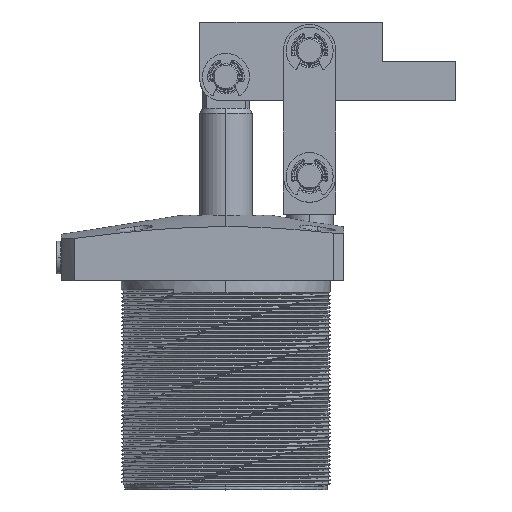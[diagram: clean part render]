
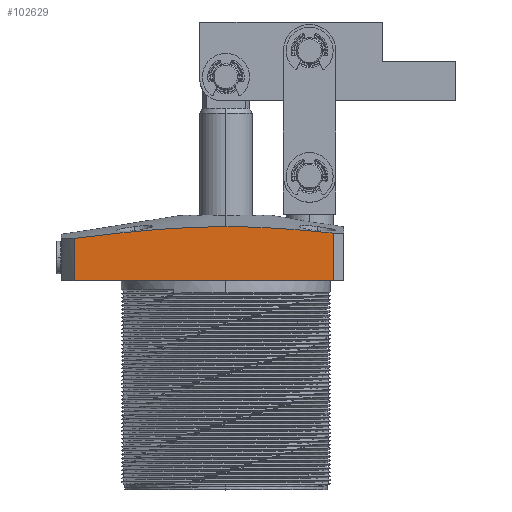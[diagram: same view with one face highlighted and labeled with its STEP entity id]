
A CAD part, top view. The second image highlights one B-rep face of the part: STEP entity #102629.
In plain terms, the highlighted planar face has unit normal (0, 0, 1).
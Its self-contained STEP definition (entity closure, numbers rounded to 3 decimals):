
#4082 = CARTESIAN_POINT ( 'NONE',  ( 0., 20.644, 45. ) ) ;
#7119 = CARTESIAN_POINT ( 'NONE',  ( -56.98, 0., 45. ) ) ;
#9374 = FACE_OUTER_BOUND ( 'NONE', #142749, .T. ) ;
#13078 = CARTESIAN_POINT ( 'NONE',  ( 41., 0., 45. ) ) ;
#13760 = VERTEX_POINT ( 'NONE', #13078 ) ;
#16549 = CARTESIAN_POINT ( 'NONE',  ( 17.097, 20.163, 45. ) ) ;
#17332 = VECTOR ( 'NONE', #104654, 1000. ) ;
#18043 = LINE ( 'NONE', #30438, #17332 ) ;
#18373 = CARTESIAN_POINT ( 'NONE',  ( -53.284, 16.735, 45. ) ) ;
#19572 = DIRECTION ( 'NONE',  ( 1., 0., 0. ) ) ;
#25286 = LINE ( 'NONE', #54018, #29194 ) ;
#29053 = CARTESIAN_POINT ( 'NONE',  ( 34.183, 18.857, 45. ) ) ;
#29194 = VECTOR ( 'NONE', #137608, 1000. ) ;
#30438 = CARTESIAN_POINT ( 'NONE',  ( 41., -1., 45. ) ) ;
#30887 = CARTESIAN_POINT ( 'NONE',  ( -48.452, 17.313, 45. ) ) ;
#35185 = EDGE_CURVE ( 'NONE', #13760, #82675, #18043, .T. ) ;
#36400 = VERTEX_POINT ( 'NONE', #82154 ) ;
#40249 = ORIENTED_EDGE ( 'NONE', *, *, #148066, .T. ) ;
#43391 = CARTESIAN_POINT ( 'NONE',  ( -33.947, 18.867, 45. ) ) ;
#44068 = PLANE ( 'NONE',  #155622 ) ;
#49971 = CARTESIAN_POINT ( 'NONE',  ( -56.98, 0., 45. ) ) ;
#54018 = CARTESIAN_POINT ( 'NONE',  ( -58.114, 0., 45. ) ) ;
#55073 = ORIENTED_EDGE ( 'NONE', *, *, #154326, .T. ) ;
#55861 = CARTESIAN_POINT ( 'NONE',  ( -19.421, 20.043, 45. ) ) ;
#57874 = B_SPLINE_CURVE_WITH_KNOTS ( 'NONE', 3,
 ( #4082, #78443, #137567, #90880, #16549, #103286, #29053, #115631 ),
 .UNSPECIFIED., .F., .F.,
 ( 4, 2, 2, 4 ),
 ( 0.058, 0.069, 0.079, 0.099 ),
 .UNSPECIFIED. ) ;
#62464 = DIRECTION ( 'NONE',  ( 1., 0., 0. ) ) ;
#62728 = CARTESIAN_POINT ( 'NONE',  ( -58.114, 16.13, 45. ) ) ;
#68353 = CARTESIAN_POINT ( 'NONE',  ( -4.864, 20.644, 45. ) ) ;
#76339 = ORIENTED_EDGE ( 'NONE', *, *, #79199, .F. ) ;
#77719 = ORIENTED_EDGE ( 'NONE', *, *, #120967, .F. ) ;
#78443 = CARTESIAN_POINT ( 'NONE',  ( 3.414, 20.644, 45. ) ) ;
#79199 = EDGE_CURVE ( 'NONE', #156193, #82675, #57874, .T. ) ;
#80265 = CARTESIAN_POINT ( 'NONE',  ( -58.114, 16.13, 45. ) ) ;
#82154 = CARTESIAN_POINT ( 'NONE',  ( -58.114, 0., 45. ) ) ;
#82675 = VERTEX_POINT ( 'NONE', #85915 ) ;
#85915 = CARTESIAN_POINT ( 'NONE',  ( 41., 18.13, 45. ) ) ;
#90880 = CARTESIAN_POINT ( 'NONE',  ( 13.672, 20.341, 45. ) ) ;
#92788 = VERTEX_POINT ( 'NONE', #62728 ) ;
#93890 = DIRECTION ( 'NONE',  ( 0., 0., 1. ) ) ;
#102629 = ADVANCED_FACE ( 'NONE', ( #9374 ), #44068, .T. ) ;
#103286 = CARTESIAN_POINT ( 'NONE',  ( 27.358, 19.489, 45. ) ) ;
#103526 = B_SPLINE_CURVE_WITH_KNOTS ( 'NONE', 3,
 ( #80265, #18373, #30887, #117453, #43391, #129772, #55861, #142117, #68353, #154521 ),
 .UNSPECIFIED., .F., .F.,
 ( 4, 2, 2, 2, 4 ),
 ( 0., 0.015, 0.029, 0.044, 0.058 ),
 .UNSPECIFIED. ) ;
#104654 = DIRECTION ( 'NONE',  ( 0., 1., 0. ) ) ;
#115631 = CARTESIAN_POINT ( 'NONE',  ( 41., 18.13, 45. ) ) ;
#117453 = CARTESIAN_POINT ( 'NONE',  ( -38.784, 18.379, 45. ) ) ;
#117689 = CARTESIAN_POINT ( 'NONE',  ( 0., 20.644, 45. ) ) ;
#120967 = EDGE_CURVE ( 'NONE', #92788, #156193, #103526, .T. ) ;
#122754 = LINE ( 'NONE', #49971, #124129 ) ;
#124129 = VECTOR ( 'NONE', #62464, 1000. ) ;
#129772 = CARTESIAN_POINT ( 'NONE',  ( -24.266, 19.7, 45. ) ) ;
#137567 = CARTESIAN_POINT ( 'NONE',  ( 6.831, 20.582, 45. ) ) ;
#137608 = DIRECTION ( 'NONE',  ( 0., -1., 0. ) ) ;
#142117 = CARTESIAN_POINT ( 'NONE',  ( -9.72, 20.517, 45. ) ) ;
#142749 = EDGE_LOOP ( 'NONE', ( #77719, #40249, #55073, #160036, #76339 ) ) ;
#148066 = EDGE_CURVE ( 'NONE', #92788, #36400, #25286, .T. ) ;
#154326 = EDGE_CURVE ( 'NONE', #36400, #13760, #122754, .T. ) ;
#154521 = CARTESIAN_POINT ( 'NONE',  ( 0., 20.644, 45. ) ) ;
#155622 = AXIS2_PLACEMENT_3D ( 'NONE', #7119, #93890, #19572 ) ;
#156193 = VERTEX_POINT ( 'NONE', #117689 ) ;
#160036 = ORIENTED_EDGE ( 'NONE', *, *, #35185, .T. ) ;
